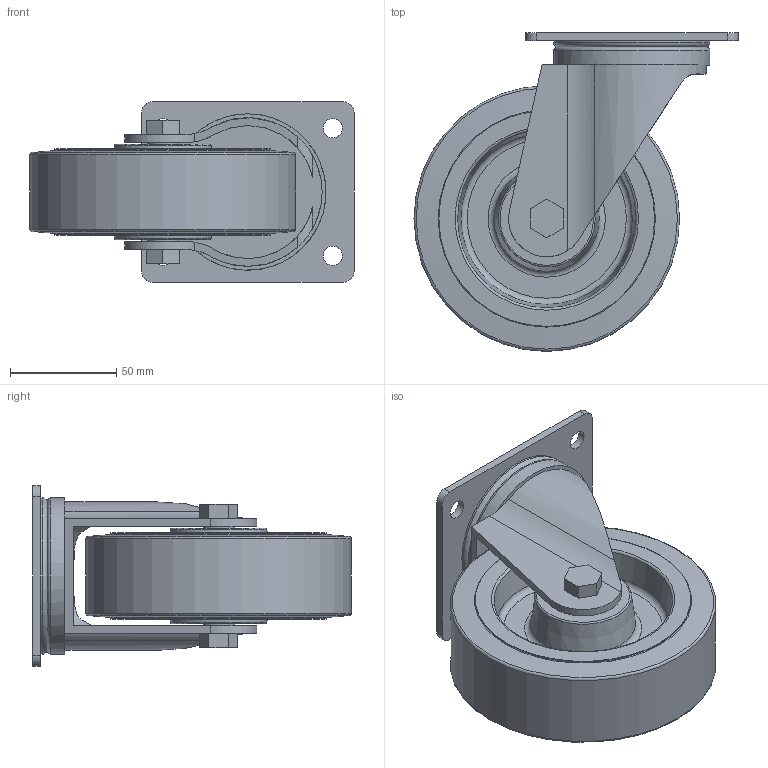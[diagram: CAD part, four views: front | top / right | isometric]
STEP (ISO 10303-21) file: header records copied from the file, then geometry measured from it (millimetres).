
FILE_DESCRIPTION(/* description */ ('STEP AP214'),/* implementation_level */ '2;1');
FILE_NAME(/* name */ 'K1762.125370',/* time_stamp */ '2025-06-24T14:19:21+02:00',/* author */ ('License CC BY-ND 4.0'),/* organization */ ('CADENAS'),/* preprocessor_version */ 'ST-DEVELOPER v19.3',/* originating_system */ 'PARTsolutions',/* authorisation */ ' ');
FILE_SCHEMA (('AUTOMOTIVE_DESIGN {1 0 10303 214 3 1 1}'));
Length unit declared in the file: millimetre
Products named in the file (1): K1762.125370
Bounding box: 152.5 x 150 x 85 mm (x, y, z)
Volume: 510876.5 mm3; surface area: 93151.4 mm2
Topology: 1 solids, 1 shells, 83 faces, 195 edges, 124 vertices
Faces by surface type: plane 37, cylinder 26, torus 14, cone 6
Full cylindrical faces by diameter (mm): 9 x4, 15.02 x2, 73.6 x2, 101.562 x2, 125 x1
Entity records: 2283 total; most frequent: CARTESIAN_POINT 403, DIRECTION 398, ORIENTED_EDGE 326, EDGE_CURVE 163, AXIS2_PLACEMENT_3D 159, EDGE_LOOP 134, FACE_BOUND 134, VERTEX_POINT 123
